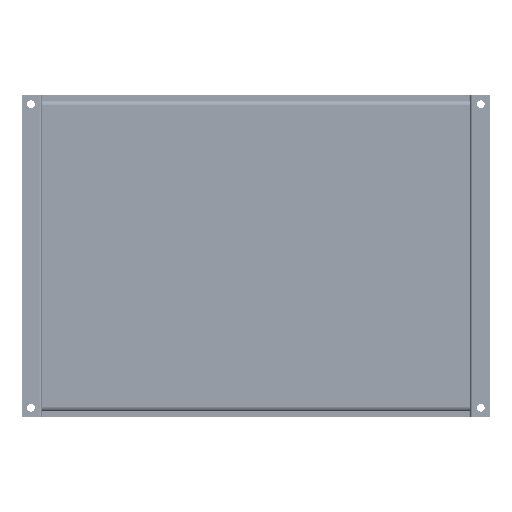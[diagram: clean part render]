
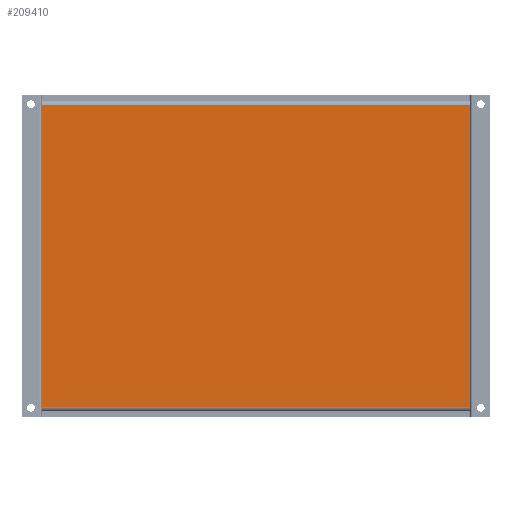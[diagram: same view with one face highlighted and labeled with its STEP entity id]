
A CAD part, front view. The second image highlights one B-rep face of the part: STEP entity #209410.
In plain terms, the highlighted planar face has unit normal (0, -1, 0).
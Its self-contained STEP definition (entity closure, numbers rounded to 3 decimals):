
#485 = CARTESIAN_POINT ( 'NONE',  ( 12.083, 0.406, 17.563 ) ) ;
#6044 = EDGE_LOOP ( 'NONE', ( #177916, #214528, #242459, #224081 ) ) ;
#7945 = CARTESIAN_POINT ( 'NONE',  ( -12.083, 0.406, 17.563 ) ) ;
#8463 = CARTESIAN_POINT ( 'NONE',  ( 12.083, 0.406, 17.813 ) ) ;
#10995 = EDGE_CURVE ( 'NONE', #197049, #51449, #61405, .T. ) ;
#12626 = VERTEX_POINT ( 'NONE', #7945 ) ;
#14150 = DIRECTION ( 'NONE',  ( 0., 0., 1. ) ) ;
#33347 = EDGE_CURVE ( 'NONE', #51449, #12626, #222300, .T. ) ;
#44091 = CARTESIAN_POINT ( 'NONE',  ( -12.083, 0.406, 17.813 ) ) ;
#51449 = VERTEX_POINT ( 'NONE', #236140 ) ;
#60733 = DIRECTION ( 'NONE',  ( 1., 0., 0. ) ) ;
#61405 = LINE ( 'NONE', #182343, #185779 ) ;
#84714 = DIRECTION ( 'NONE',  ( -1., 0., 0. ) ) ;
#96362 = CARTESIAN_POINT ( 'NONE',  ( 12.083, 0.406, 0.562 ) ) ;
#98216 = VERTEX_POINT ( 'NONE', #485 ) ;
#101139 = VECTOR ( 'NONE', #167156, 39.37 ) ;
#102475 = VECTOR ( 'NONE', #221057, 39.37 ) ;
#113806 = VECTOR ( 'NONE', #60733, 39.37 ) ;
#121813 = LINE ( 'NONE', #177835, #113806 ) ;
#132537 = DIRECTION ( 'NONE',  ( 0., 1., 0. ) ) ;
#167156 = DIRECTION ( 'NONE',  ( 0., 0., -1. ) ) ;
#172866 = FACE_OUTER_BOUND ( 'NONE', #6044, .T. ) ;
#177835 = CARTESIAN_POINT ( 'NONE',  ( 35.865, 0.406, 17.563 ) ) ;
#177916 = ORIENTED_EDGE ( 'NONE', *, *, #10995, .F. ) ;
#179247 = AXIS2_PLACEMENT_3D ( 'NONE', #192375, #132537, #14150 ) ;
#182343 = CARTESIAN_POINT ( 'NONE',  ( 35.865, 0.406, 0.562 ) ) ;
#185779 = VECTOR ( 'NONE', #84714, 39.37 ) ;
#192375 = CARTESIAN_POINT ( 'NONE',  ( 35.865, 0.406, 17.813 ) ) ;
#197049 = VERTEX_POINT ( 'NONE', #96362 ) ;
#209410 = ADVANCED_FACE ( 'NONE', ( #172866 ), #217075, .F. ) ;
#214528 = ORIENTED_EDGE ( 'NONE', *, *, #219534, .F. ) ;
#217075 = PLANE ( 'NONE',  #179247 ) ;
#217770 = EDGE_CURVE ( 'NONE', #12626, #98216, #121813, .T. ) ;
#219534 = EDGE_CURVE ( 'NONE', #98216, #197049, #226994, .T. ) ;
#221057 = DIRECTION ( 'NONE',  ( 0., 0., 1. ) ) ;
#222300 = LINE ( 'NONE', #44091, #102475 ) ;
#224081 = ORIENTED_EDGE ( 'NONE', *, *, #33347, .F. ) ;
#226994 = LINE ( 'NONE', #8463, #101139 ) ;
#236140 = CARTESIAN_POINT ( 'NONE',  ( -12.083, 0.406, 0.562 ) ) ;
#242459 = ORIENTED_EDGE ( 'NONE', *, *, #217770, .F. ) ;
